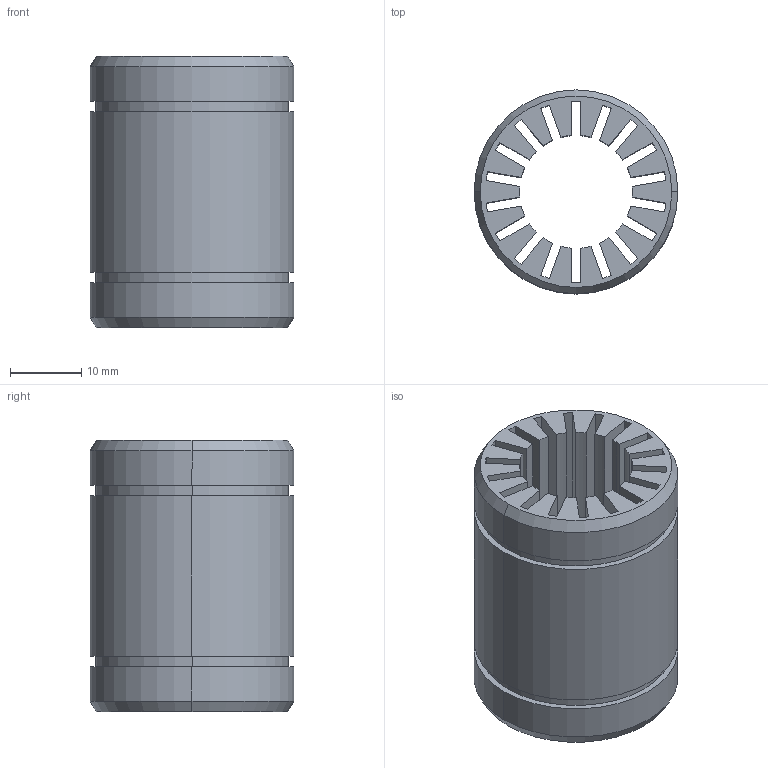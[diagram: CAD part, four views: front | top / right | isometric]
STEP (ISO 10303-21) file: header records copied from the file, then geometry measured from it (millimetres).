
FILE_DESCRIPTION((''),'2;1');
FILE_NAME('RJI-01-10 Drylin R Bearing.stp','2008-01-21T07:27:29',('Owner'),(''),'Autodesk Inventor (R) 6.0','Autodesk Inventor (R) 6.0','');
FILE_SCHEMA(('AUTOMOTIVE_DESIGN { 1 0 10303 214 1 1 1 1 }'));
Length unit declared in the file: inch
Products named in the file (1): RJI-01-10 Drylin R Bearing
Bounding box: 28.57 x 28.57 x 38.1 mm (x, y, z)
Volume: 12410.6 mm3; surface area: 12709.3 mm2
Topology: 1 solids, 1 shells, 94 faces, 260 edges, 172 vertices
Faces by surface type: plane 58, cylinder 28, bspline 4, cone 4
Entity records: 3051 total; most frequent: CARTESIAN_POINT 567, ORIENTED_EDGE 520, DIRECTION 506, EDGE_CURVE 260, VECTOR 196, LINE 196, VERTEX_POINT 172, AXIS2_PLACEMENT_3D 155
